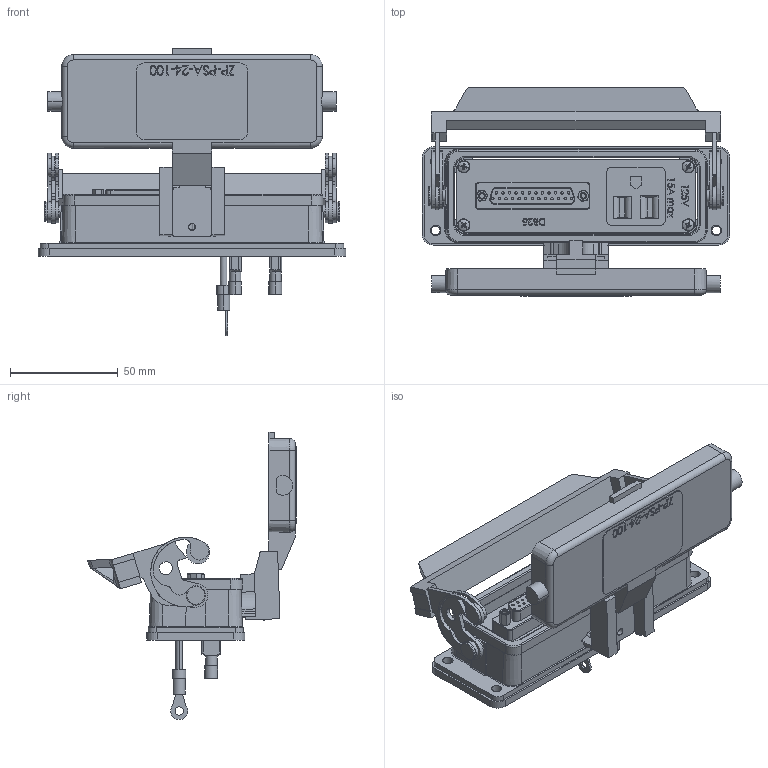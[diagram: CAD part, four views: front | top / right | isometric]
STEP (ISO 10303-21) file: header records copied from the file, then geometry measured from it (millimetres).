
FILE_DESCRIPTION (( 'STEP AP214' ), '1' );
FILE_NAME ('ZP-PSA-24-100.step', '2018-09-05T17:19:39', ( '' ), ( '' ), 'SwSTEP 2.0', 'SolidWorks 2017', '' );
FILE_SCHEMA (( 'AUTOMOTIVE_DESIGN' ));
Length unit declared in the file: inch
Products named in the file (1): ZP-PSA-24-100
Bounding box: 142.5 x 96.7 x 132.97 mm (x, y, z)
Volume: 114970.3 mm3; surface area: 80242.7 mm2
Topology: 1 solids, 15 shells, 1807 faces, 4595 edges, 2949 vertices
Faces by surface type: plane 931, cylinder 548, bspline 156, torus 110, cone 54, sphere 8
Entity records: 73894 total; most frequent: CARTESIAN_POINT 18782, ORIENTED_EDGE 9182, DIRECTION 8775, EDGE_CURVE 4591, AXIS2_PLACEMENT_3D 3066, VERTEX_POINT 2949, VECTOR 2643, LINE 2643
